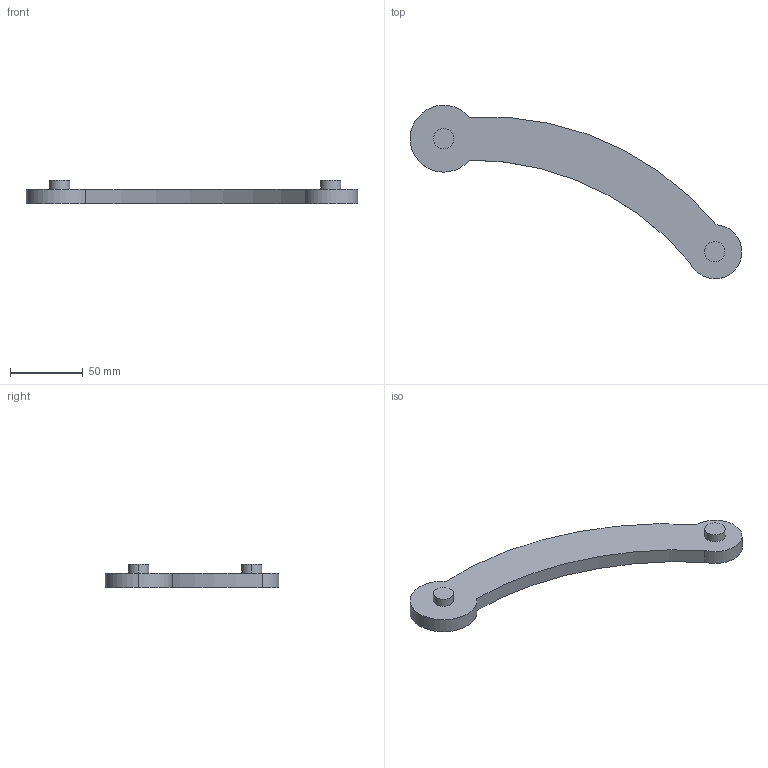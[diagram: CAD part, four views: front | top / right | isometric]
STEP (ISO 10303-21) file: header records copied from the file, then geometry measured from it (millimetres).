
FILE_DESCRIPTION (( 'STEP AP203' ), '1' );
FILE_NAME ('handle_My_Default_sldprt.STEP', '2023-12-12T13:30:15', ( '' ), ( '' ), 'SwSTEP 2.0', 'SolidWorks 2023', '' );
FILE_SCHEMA (( 'CONFIG_CONTROL_DESIGN' ));
Length unit declared in the file: millimetre
Products named in the file (1): handle_My_Default_sldprt
Bounding box: 228.06 x 119.4 x 16 mm (x, y, z)
Volume: 83859.2 mm3; surface area: 22497.3 mm2
Topology: 1 solids, 1 shells, 13 faces, 27 edges, 18 vertices
Faces by surface type: cylinder 9, plane 4
Entity records: 436 total; most frequent: DIRECTION 73, CARTESIAN_POINT 59, ORIENTED_EDGE 54, AXIS2_PLACEMENT_3D 32, EDGE_CURVE 27, VERTEX_POINT 18, CIRCLE 18, EDGE_LOOP 15
